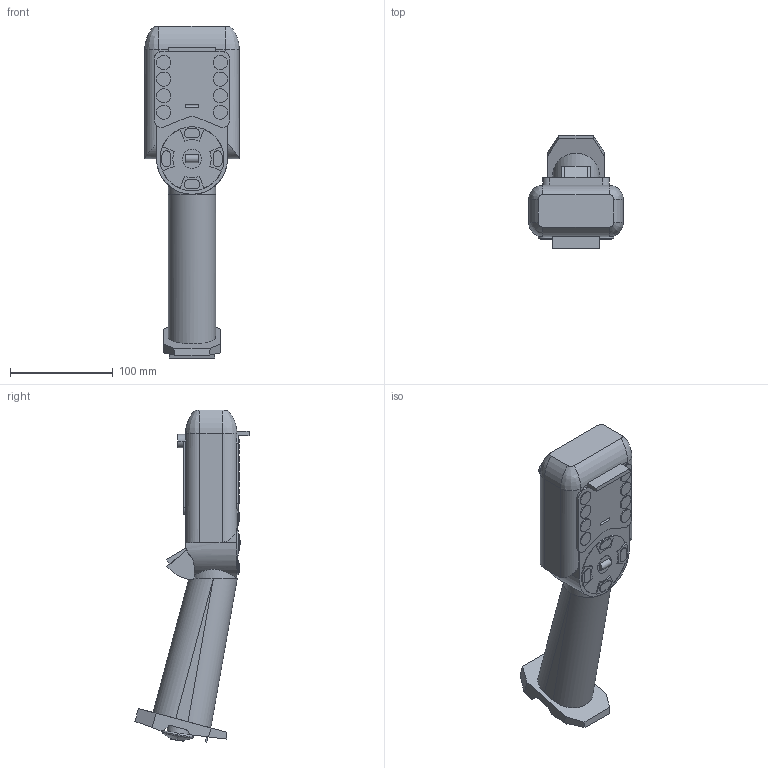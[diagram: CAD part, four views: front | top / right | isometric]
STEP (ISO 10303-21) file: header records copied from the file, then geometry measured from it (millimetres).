
FILE_DESCRIPTION(('starvars output'),'2;1');
FILE_NAME('ZART12D_3D.stp','09:09:20 2020/04/08',( 'Thomas Industrial Network Germany GmbH'),( 'Thomas Industrial Network Germany GmbH'),'unknown preprocess','ACIS' ,'unknown authorization');
FILE_SCHEMA(('AUTOMOTIVE_DESIGN_CC2 {UNKNOWN IMPLEMENTATION LEVEL}'));
Length unit declared in the file: millimetre
Products named in the file (1): PRODUCT_ID_1
Bounding box: 92 x 111 x 323 mm (x, y, z)
Volume: 1013209.2 mm3; surface area: 84044.4 mm2
Topology: 1 solids, 1 shells, 205 faces, 522 edges, 338 vertices
Faces by surface type: plane 114, cylinder 81, bspline 6, torus 4
Entity records: 7734 total; most frequent: CARTESIAN_POINT 1347, ORIENTED_EDGE 1044, DIRECTION 896, EDGE_CURVE 522, VERTEX_POINT 338, AXIS2_PLACEMENT_3D 303, VECTOR 290, LINE 290
